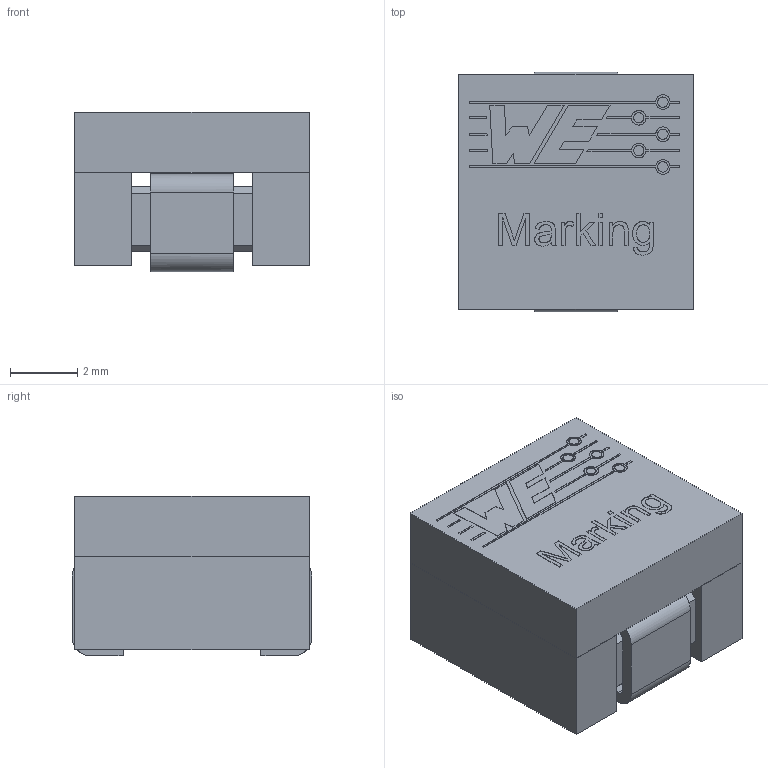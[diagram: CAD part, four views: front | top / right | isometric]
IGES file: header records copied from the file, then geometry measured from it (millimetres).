
Start section: Comment
Global section: file name: 7443020xx.igs; native system:  By UGS Corp.; preprocessor: XPlus GENERIC/IGES 3.0; author: Author; organization: Title; date: 20100407.134117; units: inch
Bounding box: 7 x 7.15 x 4.75 mm (x, y, z)
Surface area: 409 mm2 (no closed solid volume)
Topology: 0 solids, 0 shells, 223 faces, 1408 edges, 1408 vertices
Faces by surface type: bspline 223
